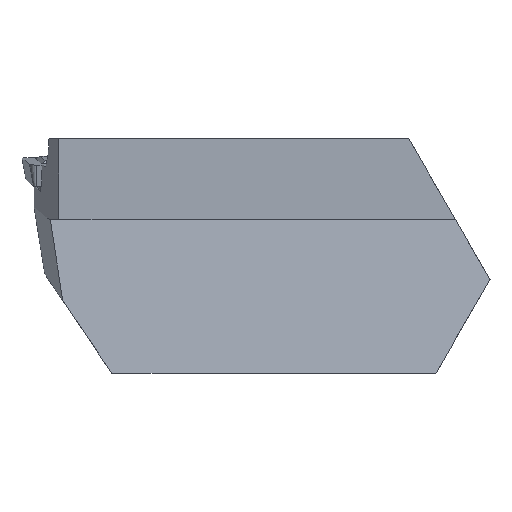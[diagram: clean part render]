
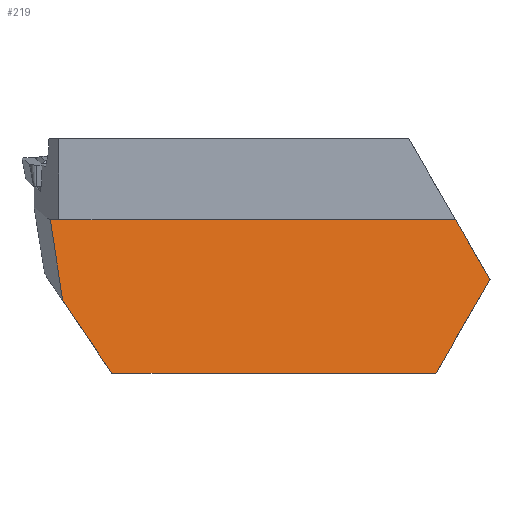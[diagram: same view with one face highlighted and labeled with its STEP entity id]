
A CAD part, top view. The second image highlights one B-rep face of the part: STEP entity #219.
In plain terms, the highlighted planar face has unit normal (0, 0.139, 0.99).
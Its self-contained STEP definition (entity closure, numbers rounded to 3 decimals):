
#219=ADVANCED_FACE('',(#329),#285,.T.);
#285=PLANE('',#1422);
#329=FACE_OUTER_BOUND('',#372,.T.);
#372=EDGE_LOOP('',(#517,#518,#519,#520,#521,#522,#523));
#517=ORIENTED_EDGE('',*,*,#964,.F.);
#518=ORIENTED_EDGE('',*,*,#977,.T.);
#519=ORIENTED_EDGE('',*,*,#978,.T.);
#520=ORIENTED_EDGE('',*,*,#979,.T.);
#521=ORIENTED_EDGE('',*,*,#980,.T.);
#522=ORIENTED_EDGE('',*,*,#950,.T.);
#523=ORIENTED_EDGE('',*,*,#970,.T.);
#817=VERTEX_POINT('',#1925);
#818=VERTEX_POINT('',#1927);
#830=VERTEX_POINT('',#1954);
#831=VERTEX_POINT('',#1956);
#836=VERTEX_POINT('',#1979);
#837=VERTEX_POINT('',#1981);
#838=VERTEX_POINT('',#1983);
#950=EDGE_CURVE('',#818,#817,#1120,.T.);
#964=EDGE_CURVE('',#830,#831,#1132,.T.);
#970=EDGE_CURVE('',#817,#831,#1138,.T.);
#977=EDGE_CURVE('',#830,#836,#1144,.T.);
#978=EDGE_CURVE('',#836,#837,#1145,.T.);
#979=EDGE_CURVE('',#837,#838,#1146,.T.);
#980=EDGE_CURVE('',#838,#818,#1147,.T.);
#1120=LINE('',#1926,#1246);
#1132=LINE('',#1955,#1258);
#1138=LINE('',#1965,#1264);
#1144=LINE('',#1978,#1270);
#1145=LINE('',#1980,#1271);
#1146=LINE('',#1982,#1272);
#1147=LINE('',#1984,#1273);
#1246=VECTOR('',#1556,1.);
#1258=VECTOR('',#1576,1.);
#1264=VECTOR('',#1586,1.);
#1270=VECTOR('',#1600,1.);
#1271=VECTOR('',#1601,1.);
#1272=VECTOR('',#1602,1.);
#1273=VECTOR('',#1603,1.);
#1422=AXIS2_PLACEMENT_3D('',#1985,#1604,#1605);
#1556=DIRECTION('',(0.015,-0.99,0.139));
#1576=DIRECTION('',(-0.555,0.823,-0.116));
#1586=DIRECTION('',(0.15,-0.979,0.138));
#1600=DIRECTION('',(1.,0.,0.));
#1601=DIRECTION('',(0.496,0.86,-0.121));
#1602=DIRECTION('',(-0.496,0.86,-0.121));
#1603=DIRECTION('',(-1.,0.,0.));
#1604=DIRECTION('',(0.,0.139,0.99));
#1605=DIRECTION('',(0.,-0.99,0.139));
#1925=CARTESIAN_POINT('',(-63.007,-7.331,0.018));
#1926=CARTESIAN_POINT('',(-63.003,-7.631,0.061));
#1927=CARTESIAN_POINT('',(-63.009,-7.2,0.));
#1954=CARTESIAN_POINT('',(-53.926,-29.9,3.19));
#1955=CARTESIAN_POINT('',(-58.137,-23.657,2.313));
#1956=CARTESIAN_POINT('',(-61.196,-19.122,1.676));
#1965=CARTESIAN_POINT('',(-62.354,-11.584,0.616));
#1978=CARTESIAN_POINT('',(-33.256,-29.9,3.19));
#1979=CARTESIAN_POINT('',(-6.037,-29.9,3.19));
#1980=CARTESIAN_POINT('',(-4.395,-27.055,2.79));
#1981=CARTESIAN_POINT('',(1.963,-16.044,1.243));
#1982=CARTESIAN_POINT('',(-10.561,5.649,-1.806));
#1983=CARTESIAN_POINT('',(-3.143,-7.2,0.));
#1984=CARTESIAN_POINT('',(-68.,-7.2,0.));
#1985=CARTESIAN_POINT('',(-33.256,-7.2,0.));
